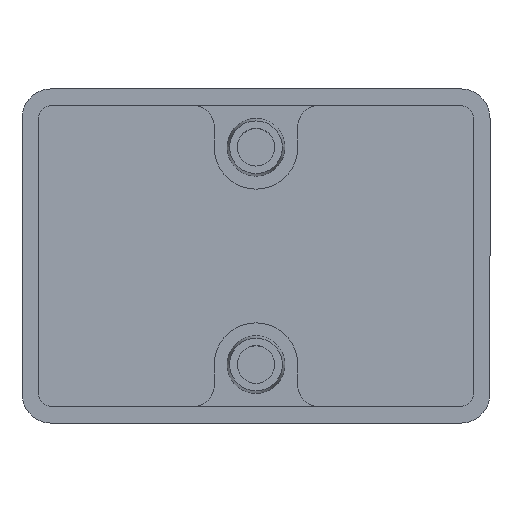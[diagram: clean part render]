
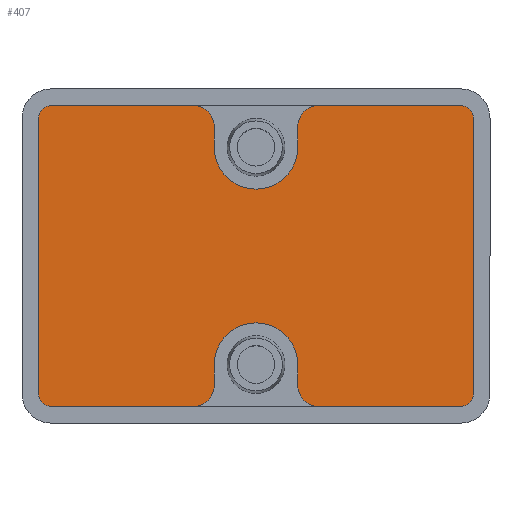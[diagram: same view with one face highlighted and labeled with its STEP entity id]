
A CAD part, top view. The second image highlights one B-rep face of the part: STEP entity #407.
In plain terms, the highlighted planar face has unit normal (0, 0, 1).
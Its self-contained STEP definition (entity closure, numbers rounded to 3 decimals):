
#147=CARTESIAN_POINT('',(-5.,15.5,-2.0));
#148=VERTEX_POINT('',#147);
#149=CARTESIAN_POINT('',(-7.5,18.0,-2.0));
#150=VERTEX_POINT('',#149);
#151=CARTESIAN_POINT('',(-7.5,15.5,-2.0));
#152=DIRECTION('',(0.0,0.0,1.0));
#153=DIRECTION('',(0.707,0.707,0.0));
#154=AXIS2_PLACEMENT_3D('',#151,#152,#153);
#155=CIRCLE('',#154,2.5);
#156=EDGE_CURVE('',#148,#150,#155,.T.);
#190=CARTESIAN_POINT('',(-5.,13.,-2.0));
#191=VERTEX_POINT('',#190);
#192=CARTESIAN_POINT('',(-5.,13.,-2.0));
#193=DIRECTION('',(0.0,1.0,0.0));
#194=VECTOR('',#193,2.5);
#195=LINE('',#192,#194);
#196=EDGE_CURVE('',#191,#148,#195,.T.);
#220=CARTESIAN_POINT('',(7.5,18.,-2.0));
#221=VERTEX_POINT('',#220);
#222=CARTESIAN_POINT('',(5.,15.5,-2.0));
#223=VERTEX_POINT('',#222);
#224=CARTESIAN_POINT('',(7.5,15.5,-2.0));
#225=DIRECTION('',(0.0,0.0,1.0));
#226=DIRECTION('',(-0.707,0.707,0.0));
#227=AXIS2_PLACEMENT_3D('',#224,#225,#226);
#228=CIRCLE('',#227,2.5);
#229=EDGE_CURVE('',#221,#223,#228,.T.);
#257=CARTESIAN_POINT('',(0.,0.,-2.0));
#258=DIRECTION('',(0.0,0.0,1.0));
#259=DIRECTION('',(1.0,0.0,0.0));
#260=AXIS2_PLACEMENT_3D('',#257,#258,#259);
#261=PLANE('',#260);
#262=ORIENTED_EDGE('',*,*,#156,.T.);
#263=CARTESIAN_POINT('',(-24.5,18.0,-2.0));
#264=VERTEX_POINT('',#263);
#265=CARTESIAN_POINT('',(-7.5,18.0,-2.0));
#266=DIRECTION('',(-1.0,0.0,0.0));
#267=VECTOR('',#266,17.);
#268=LINE('',#265,#267);
#269=EDGE_CURVE('',#150,#264,#268,.T.);
#270=ORIENTED_EDGE('',*,*,#269,.T.);
#271=CARTESIAN_POINT('',(-26.0,16.5,-2.0));
#272=VERTEX_POINT('',#271);
#273=CARTESIAN_POINT('',(-24.5,16.5,-2.0));
#274=DIRECTION('',(0.0,0.0,1.0));
#275=DIRECTION('',(-0.707,0.707,0.0));
#276=AXIS2_PLACEMENT_3D('',#273,#274,#275);
#277=CIRCLE('',#276,1.5);
#278=EDGE_CURVE('',#264,#272,#277,.T.);
#279=ORIENTED_EDGE('',*,*,#278,.T.);
#280=CARTESIAN_POINT('',(-26.,-16.5,-2.0));
#281=VERTEX_POINT('',#280);
#282=CARTESIAN_POINT('',(-26.0,16.5,-2.0));
#283=DIRECTION('',(0.0,-1.0,0.0));
#284=VECTOR('',#283,33.0);
#285=LINE('',#282,#284);
#286=EDGE_CURVE('',#272,#281,#285,.T.);
#287=ORIENTED_EDGE('',*,*,#286,.T.);
#288=CARTESIAN_POINT('',(-24.5,-18.0,-2.0));
#289=VERTEX_POINT('',#288);
#290=CARTESIAN_POINT('',(-24.5,-16.5,-2.0));
#291=DIRECTION('',(0.0,0.0,1.0));
#292=DIRECTION('',(-0.707,-0.707,0.0));
#293=AXIS2_PLACEMENT_3D('',#290,#291,#292);
#294=CIRCLE('',#293,1.5);
#295=EDGE_CURVE('',#281,#289,#294,.T.);
#296=ORIENTED_EDGE('',*,*,#295,.T.);
#297=CARTESIAN_POINT('',(-7.5,-18.0,-2.0));
#298=VERTEX_POINT('',#297);
#299=CARTESIAN_POINT('',(-24.5,-18.0,-2.0));
#300=DIRECTION('',(1.0,0.0,0.0));
#301=VECTOR('',#300,17.);
#302=LINE('',#299,#301);
#303=EDGE_CURVE('',#289,#298,#302,.T.);
#304=ORIENTED_EDGE('',*,*,#303,.T.);
#305=CARTESIAN_POINT('',(-5.,-15.5,-2.0));
#306=VERTEX_POINT('',#305);
#307=CARTESIAN_POINT('',(-7.5,-15.5,-2.0));
#308=DIRECTION('',(0.0,0.0,1.0));
#309=DIRECTION('',(0.707,-0.707,0.0));
#310=AXIS2_PLACEMENT_3D('',#307,#308,#309);
#311=CIRCLE('',#310,2.5);
#312=EDGE_CURVE('',#298,#306,#311,.T.);
#313=ORIENTED_EDGE('',*,*,#312,.T.);
#314=CARTESIAN_POINT('',(-5.,-13.,-2.0));
#315=VERTEX_POINT('',#314);
#316=CARTESIAN_POINT('',(-5.,-15.5,-2.0));
#317=DIRECTION('',(0.0,1.0,0.0));
#318=VECTOR('',#317,2.5);
#319=LINE('',#316,#318);
#320=EDGE_CURVE('',#306,#315,#319,.T.);
#321=ORIENTED_EDGE('',*,*,#320,.T.);
#322=CARTESIAN_POINT('',(5.,-13.,-2.0));
#323=VERTEX_POINT('',#322);
#324=CARTESIAN_POINT('',(0.,-13.,-2.0));
#325=DIRECTION('',(0.0,0.0,-1.0));
#326=DIRECTION('',(1.0,0.0,0.0));
#327=AXIS2_PLACEMENT_3D('',#324,#325,#326);
#328=CIRCLE('',#327,5.);
#329=EDGE_CURVE('',#315,#323,#328,.T.);
#330=ORIENTED_EDGE('',*,*,#329,.T.);
#331=CARTESIAN_POINT('',(5.,-15.5,-2.0));
#332=VERTEX_POINT('',#331);
#333=CARTESIAN_POINT('',(5.,-13.,-2.0));
#334=DIRECTION('',(0.0,-1.0,0.0));
#335=VECTOR('',#334,2.5);
#336=LINE('',#333,#335);
#337=EDGE_CURVE('',#323,#332,#336,.T.);
#338=ORIENTED_EDGE('',*,*,#337,.T.);
#339=CARTESIAN_POINT('',(7.5,-18.0,-2.0));
#340=VERTEX_POINT('',#339);
#341=CARTESIAN_POINT('',(7.5,-15.5,-2.0));
#342=DIRECTION('',(0.0,0.0,1.0));
#343=DIRECTION('',(-0.707,-0.707,0.0));
#344=AXIS2_PLACEMENT_3D('',#341,#342,#343);
#345=CIRCLE('',#344,2.5);
#346=EDGE_CURVE('',#332,#340,#345,.T.);
#347=ORIENTED_EDGE('',*,*,#346,.T.);
#348=CARTESIAN_POINT('',(24.5,-18.0,-2.0));
#349=VERTEX_POINT('',#348);
#350=CARTESIAN_POINT('',(7.5,-18.0,-2.0));
#351=DIRECTION('',(1.0,0.0,0.0));
#352=VECTOR('',#351,17.);
#353=LINE('',#350,#352);
#354=EDGE_CURVE('',#340,#349,#353,.T.);
#355=ORIENTED_EDGE('',*,*,#354,.T.);
#356=CARTESIAN_POINT('',(26.,-16.5,-2.0));
#357=VERTEX_POINT('',#356);
#358=CARTESIAN_POINT('',(24.5,-16.5,-2.0));
#359=DIRECTION('',(0.0,0.0,1.0));
#360=DIRECTION('',(0.707,-0.707,0.0));
#361=AXIS2_PLACEMENT_3D('',#358,#359,#360);
#362=CIRCLE('',#361,1.5);
#363=EDGE_CURVE('',#349,#357,#362,.T.);
#364=ORIENTED_EDGE('',*,*,#363,.T.);
#365=CARTESIAN_POINT('',(26.,16.5,-2.0));
#366=VERTEX_POINT('',#365);
#367=CARTESIAN_POINT('',(26.,-16.5,-2.0));
#368=DIRECTION('',(0.0,1.0,0.0));
#369=VECTOR('',#368,33.);
#370=LINE('',#367,#369);
#371=EDGE_CURVE('',#357,#366,#370,.T.);
#372=ORIENTED_EDGE('',*,*,#371,.T.);
#373=CARTESIAN_POINT('',(24.5,18.,-2.0));
#374=VERTEX_POINT('',#373);
#375=CARTESIAN_POINT('',(24.5,16.5,-2.0));
#376=DIRECTION('',(0.0,0.0,1.0));
#377=DIRECTION('',(0.707,0.707,0.0));
#378=AXIS2_PLACEMENT_3D('',#375,#376,#377);
#379=CIRCLE('',#378,1.5);
#380=EDGE_CURVE('',#366,#374,#379,.T.);
#381=ORIENTED_EDGE('',*,*,#380,.T.);
#382=CARTESIAN_POINT('',(24.5,18.,-2.0));
#383=DIRECTION('',(-1.0,0.0,0.0));
#384=VECTOR('',#383,17.);
#385=LINE('',#382,#384);
#386=EDGE_CURVE('',#374,#221,#385,.T.);
#387=ORIENTED_EDGE('',*,*,#386,.T.);
#388=ORIENTED_EDGE('',*,*,#229,.T.);
#389=CARTESIAN_POINT('',(5.,13.0,-2.0));
#390=VERTEX_POINT('',#389);
#391=CARTESIAN_POINT('',(5.,15.5,-2.0));
#392=DIRECTION('',(0.0,-1.0,0.0));
#393=VECTOR('',#392,2.5);
#394=LINE('',#391,#393);
#395=EDGE_CURVE('',#223,#390,#394,.T.);
#396=ORIENTED_EDGE('',*,*,#395,.T.);
#397=CARTESIAN_POINT('',(0.,13.,-2.0));
#398=DIRECTION('',(0.0,0.0,-1.0));
#399=DIRECTION('',(-1.0,0.0,0.0));
#400=AXIS2_PLACEMENT_3D('',#397,#398,#399);
#401=CIRCLE('',#400,5.0);
#402=EDGE_CURVE('',#390,#191,#401,.T.);
#403=ORIENTED_EDGE('',*,*,#402,.T.);
#404=ORIENTED_EDGE('',*,*,#196,.T.);
#405=EDGE_LOOP('',(#262,#270,#279,#287,#296,#304,#313,#321,#330,#338,#347,#355,#364,#372,#381,#387,#388,#396,#403,#404));
#406=FACE_OUTER_BOUND('',#405,.T.);
#407=ADVANCED_FACE('',(#406),#261,.T.);
